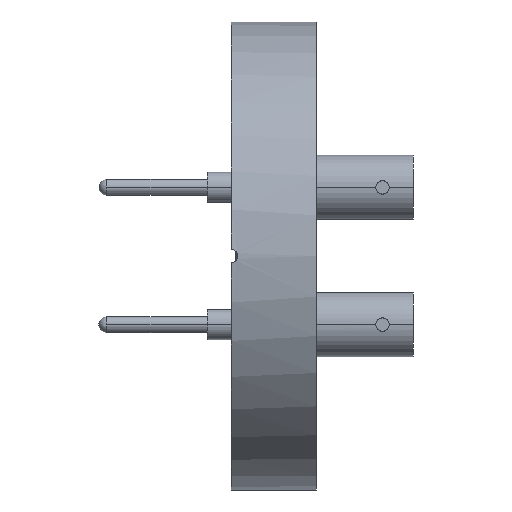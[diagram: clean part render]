
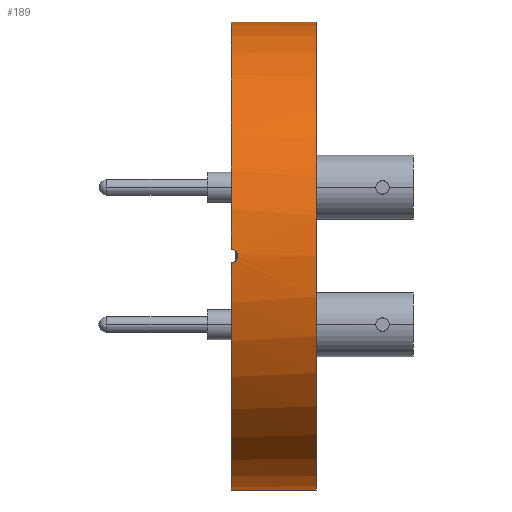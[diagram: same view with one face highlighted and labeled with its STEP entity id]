
A CAD part, left-side view. The second image highlights one B-rep face of the part: STEP entity #189.
In plain terms, the highlighted cylindrical face has radius 34.95 mm (diameter 69.9 mm), a partial arc.
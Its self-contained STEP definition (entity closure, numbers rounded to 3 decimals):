
#9 = CARTESIAN_POINT ( 'NONE',  ( -34.945, -0.801, -0.613 ) ) ;
#18 = VECTOR ( 'NONE', #74, 1000. ) ;
#74 = DIRECTION ( 'NONE',  ( 0., 1., 0. ) ) ;
#163 = CARTESIAN_POINT ( 'NONE',  ( -34.936, 0., -1. ) ) ;
#170 = B_SPLINE_CURVE_WITH_KNOTS ( 'NONE', 3,
 ( #1914, #707, #351, #675, #2269, #1540, #523, #1028, #2244, #687, #1550, #1181, #9, #1383, #1741, #163 ),
 .UNSPECIFIED., .F., .F.,
 ( 4, 2, 2, 2, 2, 2, 2, 4 ),
 ( 0., 0., 0.001, 0.001, 0.002, 0.002, 0.002, 0.003 ),
 .UNSPECIFIED. ) ;
#175 = CARTESIAN_POINT ( 'NONE',  ( 0., 0., 34.95 ) ) ;
#189 = ADVANCED_FACE ( 'NONE', ( #1272 ), #405, .T. ) ;
#220 = EDGE_LOOP ( 'NONE', ( #1500, #1551, #683, #1635, #1072, #2172 ) ) ;
#234 = DIRECTION ( 'NONE',  ( 0., 0., 1. ) ) ;
#266 = VERTEX_POINT ( 'NONE', #668 ) ;
#292 = CARTESIAN_POINT ( 'NONE',  ( 0., -12.7, -34.95 ) ) ;
#351 = CARTESIAN_POINT ( 'NONE',  ( -34.936, -0.262, 0.974 ) ) ;
#405 = CYLINDRICAL_SURFACE ( 'NONE', #2042, 34.95 ) ;
#422 = LINE ( 'NONE', #1809, #1297 ) ;
#430 = VERTEX_POINT ( 'NONE', #1221 ) ;
#435 = AXIS2_PLACEMENT_3D ( 'NONE', #947, #1787, #922 ) ;
#468 = CIRCLE ( 'NONE', #1734, 34.95 ) ;
#490 = VERTEX_POINT ( 'NONE', #1032 ) ;
#523 = CARTESIAN_POINT ( 'NONE',  ( -34.947, -0.874, 0.503 ) ) ;
#545 = CARTESIAN_POINT ( 'NONE',  ( 0., 0., 0. ) ) ;
#566 = EDGE_CURVE ( 'NONE', #490, #784, #422, .T. ) ;
#616 = CIRCLE ( 'NONE', #1452, 34.95 ) ;
#631 = LINE ( 'NONE', #1323, #18 ) ;
#668 = CARTESIAN_POINT ( 'NONE',  ( -34.936, 0., -1. ) ) ;
#675 = CARTESIAN_POINT ( 'NONE',  ( -34.939, -0.504, 0.874 ) ) ;
#683 = ORIENTED_EDGE ( 'NONE', *, *, #566, .T. ) ;
#687 = CARTESIAN_POINT ( 'NONE',  ( -34.95, -1., -0.13 ) ) ;
#707 = CARTESIAN_POINT ( 'NONE',  ( -34.936, -0.132, 1. ) ) ;
#784 = VERTEX_POINT ( 'NONE', #175 ) ;
#909 = EDGE_CURVE ( 'NONE', #430, #266, #468, .T. ) ;
#922 = DIRECTION ( 'NONE',  ( 0., 0., 1. ) ) ;
#928 = DIRECTION ( 'NONE',  ( 0., 1., 0. ) ) ;
#947 = CARTESIAN_POINT ( 'NONE',  ( 0., 0., 0. ) ) ;
#1028 = CARTESIAN_POINT ( 'NONE',  ( -34.949, -0.974, 0.263 ) ) ;
#1032 = CARTESIAN_POINT ( 'NONE',  ( 0., -12.7, 34.95 ) ) ;
#1072 = ORIENTED_EDGE ( 'NONE', *, *, #1509, .T. ) ;
#1105 = CARTESIAN_POINT ( 'NONE',  ( -34.936, 0., 1. ) ) ;
#1136 = EDGE_CURVE ( 'NONE', #1458, #490, #616, .T. ) ;
#1181 = CARTESIAN_POINT ( 'NONE',  ( -34.947, -0.874, -0.503 ) ) ;
#1202 = DIRECTION ( 'NONE',  ( 0., 0., 1. ) ) ;
#1221 = CARTESIAN_POINT ( 'NONE',  ( 0., 0., -34.95 ) ) ;
#1272 = FACE_OUTER_BOUND ( 'NONE', #220, .T. ) ;
#1274 = VERTEX_POINT ( 'NONE', #1105 ) ;
#1297 = VECTOR ( 'NONE', #2157, 1000. ) ;
#1323 = CARTESIAN_POINT ( 'NONE',  ( 0., -12.7, -34.95 ) ) ;
#1383 = CARTESIAN_POINT ( 'NONE',  ( -34.939, -0.521, -0.893 ) ) ;
#1452 = AXIS2_PLACEMENT_3D ( 'NONE', #1534, #2229, #1202 ) ;
#1458 = VERTEX_POINT ( 'NONE', #292 ) ;
#1500 = ORIENTED_EDGE ( 'NONE', *, *, #2258, .F. ) ;
#1509 = EDGE_CURVE ( 'NONE', #1274, #266, #170, .T. ) ;
#1534 = CARTESIAN_POINT ( 'NONE',  ( 0., -12.7, 0. ) ) ;
#1540 = CARTESIAN_POINT ( 'NONE',  ( -34.945, -0.799, 0.615 ) ) ;
#1550 = CARTESIAN_POINT ( 'NONE',  ( -34.949, -0.974, -0.261 ) ) ;
#1551 = ORIENTED_EDGE ( 'NONE', *, *, #1136, .T. ) ;
#1635 = ORIENTED_EDGE ( 'NONE', *, *, #2020, .F. ) ;
#1734 = AXIS2_PLACEMENT_3D ( 'NONE', #545, #1814, #2151 ) ;
#1741 = CARTESIAN_POINT ( 'NONE',  ( -34.936, -0.264, -1. ) ) ;
#1787 = DIRECTION ( 'NONE',  ( 0., 1., 0. ) ) ;
#1809 = CARTESIAN_POINT ( 'NONE',  ( 0., -12.7, 34.95 ) ) ;
#1814 = DIRECTION ( 'NONE',  ( 0., 1., 0. ) ) ;
#1914 = CARTESIAN_POINT ( 'NONE',  ( -34.936, 0., 1. ) ) ;
#2020 = EDGE_CURVE ( 'NONE', #1274, #784, #2216, .T. ) ;
#2042 = AXIS2_PLACEMENT_3D ( 'NONE', #2160, #928, #234 ) ;
#2151 = DIRECTION ( 'NONE',  ( 0., 0., 1. ) ) ;
#2157 = DIRECTION ( 'NONE',  ( 0., 1., 0. ) ) ;
#2160 = CARTESIAN_POINT ( 'NONE',  ( 0., -12.7, 0. ) ) ;
#2172 = ORIENTED_EDGE ( 'NONE', *, *, #909, .F. ) ;
#2216 = CIRCLE ( 'NONE', #435, 34.95 ) ;
#2229 = DIRECTION ( 'NONE',  ( 0., 1., 0. ) ) ;
#2244 = CARTESIAN_POINT ( 'NONE',  ( -34.95, -1., 0.131 ) ) ;
#2258 = EDGE_CURVE ( 'NONE', #1458, #430, #631, .T. ) ;
#2269 = CARTESIAN_POINT ( 'NONE',  ( -34.941, -0.615, 0.799 ) ) ;
